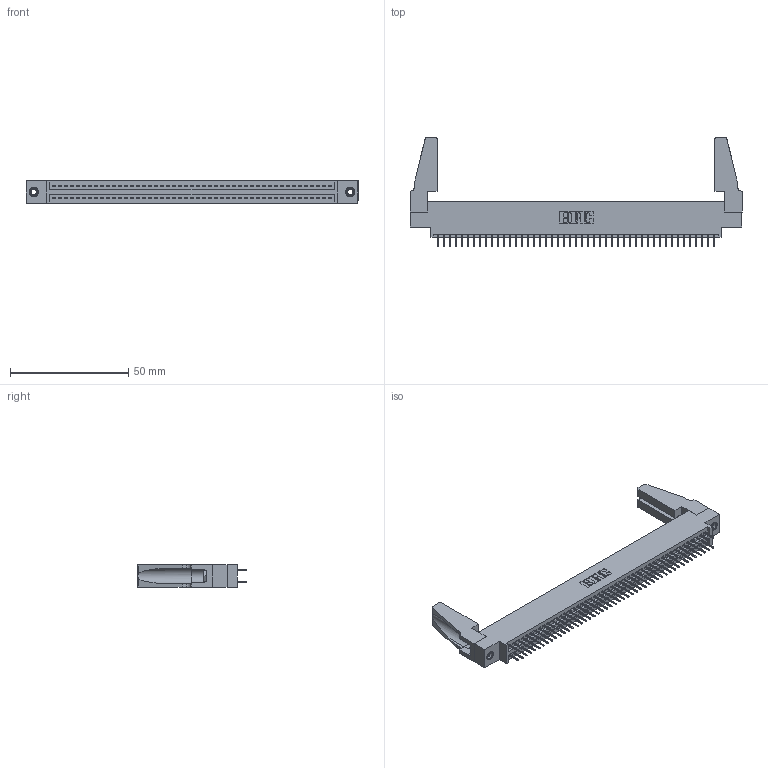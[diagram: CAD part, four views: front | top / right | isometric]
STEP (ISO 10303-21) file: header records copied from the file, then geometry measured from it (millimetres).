
FILE_DESCRIPTION (( 'STEP AP203' ), '1' );
FILE_NAME ('395-094-524-888.STEP', '2019-10-25T21:48:31', ( '' ), ( '' ), 'SwSTEP 2.0', 'SolidWorks 2016', '' );
FILE_SCHEMA (( 'CONFIG_CONTROL_DESIGN' ));
Length unit declared in the file: inch
Products named in the file (5): 345 Part_0.170 Offset - 0.156 Dia-TH; 345-292-001_345-293-124; 345-250-001_345-250-001-102; 345-220-078_345-220-088; 395-094-524-888
Assembly tree (99 placements, depth 2):
  395-094-524-888
    345 Part_0.170 Offset - 0.156 Dia-TH
    345-292-001_345-293-124  x94
    345-250-001_345-250-001-102  x2
    345-220-078_345-220-088  x2
Bounding box: 140.61 x 46.53 x 9.4 mm (x, y, z)
Volume: 16702.7 mm3; surface area: 22868.6 mm2
Topology: 99 solids, 99 shells, 5330 faces, 15049 edges, 9646 vertices
Faces by surface type: plane 3822, cylinder 1492, cone 12, torus 4
Entity records: 38558 total; most frequent: CARTESIAN_POINT 6454, ORIENTED_EDGE 6348, DIRECTION 5690, EDGE_CURVE 3174, VECTOR 2816, LINE 2816, VERTEX_POINT 2106, AXIS2_PLACEMENT_3D 1437
